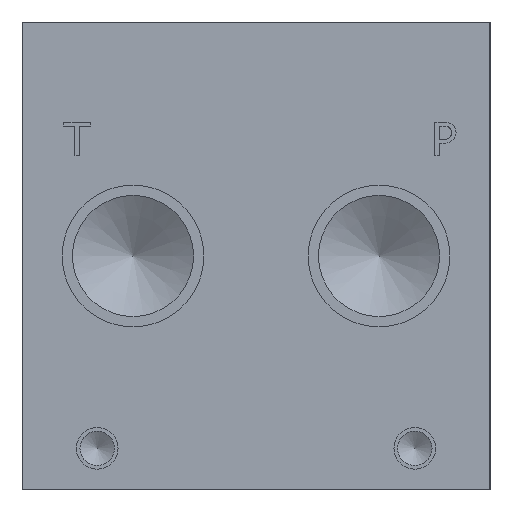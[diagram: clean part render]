
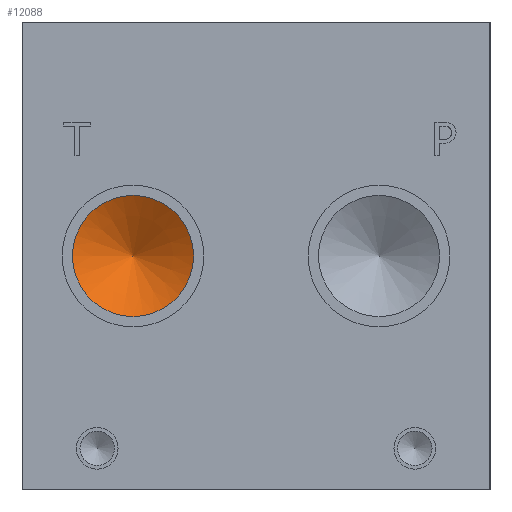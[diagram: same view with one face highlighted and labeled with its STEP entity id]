
A CAD part, left-side view. The second image highlights one B-rep face of the part: STEP entity #12088.
In plain terms, the highlighted conical face has half-angle 60 degrees and reference radius 5.753 mm.
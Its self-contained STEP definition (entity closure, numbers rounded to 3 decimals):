
#20=CONICAL_SURFACE('',#12609,5.753,1.047);
#161=CIRCLE('',#12610,11.506);
#162=CIRCLE('',#12611,11.506);
#1449=FACE_OUTER_BOUND('',#2135,.T.);
#2135=EDGE_LOOP('',(#10212,#10213,#10214,#10215));
#3323=LINE('',#20507,#4450);
#4450=VECTOR('',#14724,5.753);
#5509=VERTEX_POINT('',#20503);
#5510=VERTEX_POINT('',#20504);
#5511=VERTEX_POINT('',#20506);
#7137=EDGE_CURVE('',#5509,#5510,#161,.T.);
#7138=EDGE_CURVE('',#5510,#5511,#3323,.T.);
#7139=EDGE_CURVE('',#5510,#5509,#162,.T.);
#10212=ORIENTED_EDGE('',*,*,#7137,.T.);
#10213=ORIENTED_EDGE('',*,*,#7138,.T.);
#10214=ORIENTED_EDGE('',*,*,#7138,.F.);
#10215=ORIENTED_EDGE('',*,*,#7139,.T.);
#12088=ADVANCED_FACE('',(#1449),#20,.F.);
#12609=AXIS2_PLACEMENT_3D('',#20502,#14720,#14721);
#12610=AXIS2_PLACEMENT_3D('',#20505,#14722,#14723);
#12611=AXIS2_PLACEMENT_3D('',#20508,#14725,#14726);
#14720=DIRECTION('center_axis',(-1.,0.,0.));
#14721=DIRECTION('ref_axis',(0.,1.,0.));
#14722=DIRECTION('center_axis',(-1.,0.,0.));
#14723=DIRECTION('ref_axis',(0.,1.,0.));
#14724=DIRECTION('',(0.5,0.866,0.));
#14725=DIRECTION('center_axis',(-1.,0.,0.));
#14726=DIRECTION('ref_axis',(0.,1.,0.));
#20502=CARTESIAN_POINT('Origin',(19.835,67.818,44.45));
#20503=CARTESIAN_POINT('',(16.514,79.324,44.45));
#20504=CARTESIAN_POINT('',(16.514,56.312,44.45));
#20505=CARTESIAN_POINT('Origin',(16.514,67.818,44.45));
#20506=CARTESIAN_POINT('',(23.157,67.818,44.45));
#20507=CARTESIAN_POINT('',(19.835,62.065,44.45));
#20508=CARTESIAN_POINT('Origin',(16.514,67.818,44.45));
